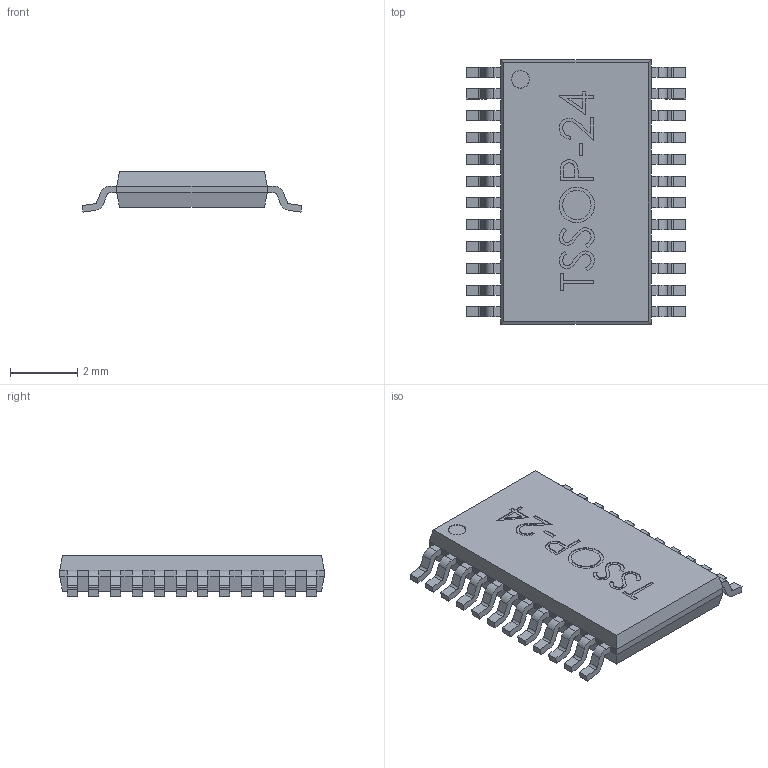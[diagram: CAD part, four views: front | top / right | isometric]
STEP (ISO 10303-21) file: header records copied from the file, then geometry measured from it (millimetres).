
FILE_DESCRIPTION(/* description */ (''),/* implementation_level */ '2;1');
FILE_NAME(/* name */ 'TSSOP-24.step',/* time_stamp */ '2021-06-24T14:07:45-05:00',/* author */ (''),/* organization */ (''),/* preprocessor_version */ 'ST-DEVELOPER v18.1',/* originating_system */ 'Autodesk Translation Framework v10.9.0.1377',/* authorisation */ '');
FILE_SCHEMA (('AUTOMOTIVE_DESIGN { 1 0 10303 214 3 1 1 }'));
Length unit declared in the file: millimetre
Products named in the file (1): TSSOP-24
Bounding box: 6.56 x 7.9 x 1.2 mm (x, y, z)
Volume: 38.2 mm3; surface area: 125 mm2
Topology: 1 solids, 1 shells, 456 faces, 1222 edges, 780 vertices
Faces by surface type: plane 309, cylinder 96, bspline 50, cone 1
Entity records: 17032 total; most frequent: CARTESIAN_POINT 5437, ORIENTED_EDGE 2444, DIRECTION 2130, EDGE_CURVE 1222, LINE 928, VECTOR 928, VERTEX_POINT 780, AXIS2_PLACEMENT_3D 601
